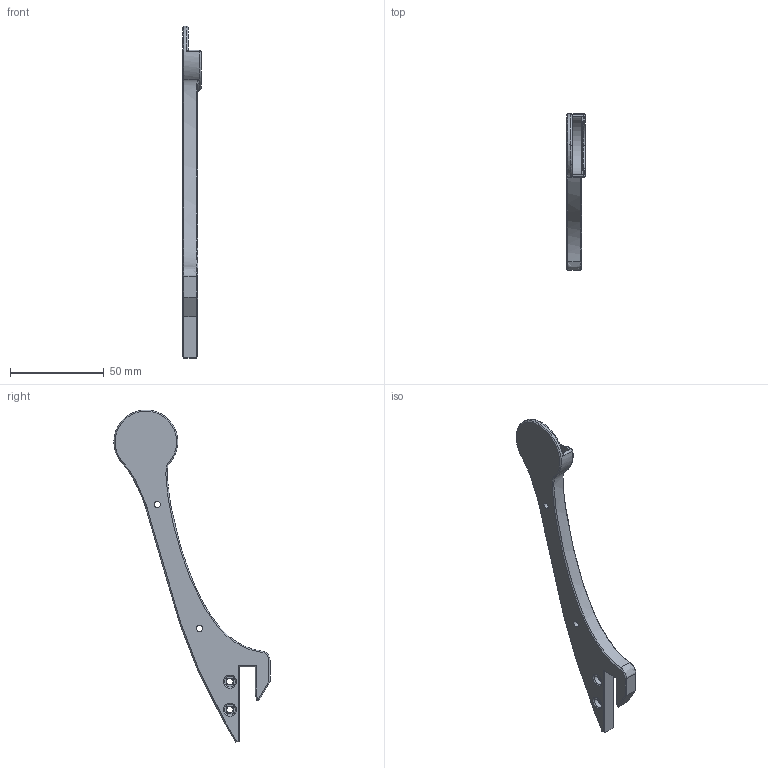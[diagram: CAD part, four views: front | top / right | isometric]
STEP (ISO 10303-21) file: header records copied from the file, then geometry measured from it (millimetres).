
FILE_DESCRIPTION (( 'STEP AP214' ), '1' );
FILE_NAME ('3.STEP', '2024-10-12T22:54:56', ( '' ), ( '' ), 'SwSTEP 2.0', 'SolidWorks 2024', '' );
FILE_SCHEMA (( 'AUTOMOTIVE_DESIGN' ));
Length unit declared in the file: millimetre
Products named in the file (1): 3
Bounding box: 10 x 83.19 x 177 mm (x, y, z)
Volume: 23105.8 mm3; surface area: 11809.4 mm2
Topology: 1 solids, 1 shells, 129 faces, 319 edges, 194 vertices
Faces by surface type: plane 64, cylinder 34, bspline 17, torus 8, cone 6
Entity records: 4540 total; most frequent: CARTESIAN_POINT 1492, ORIENTED_EDGE 638, DIRECTION 619, EDGE_CURVE 319, AXIS2_PLACEMENT_3D 219, VERTEX_POINT 194, LINE 181, VECTOR 181
